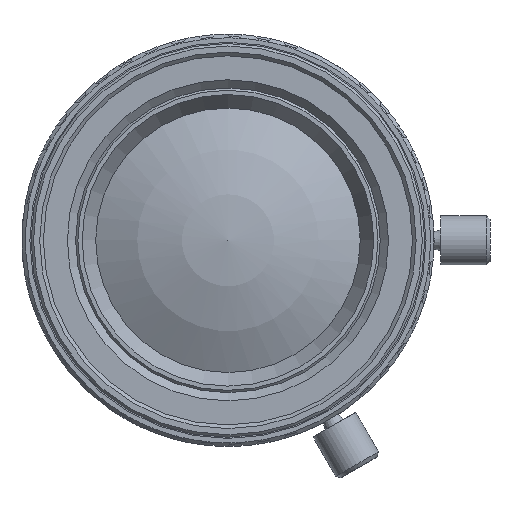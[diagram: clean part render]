
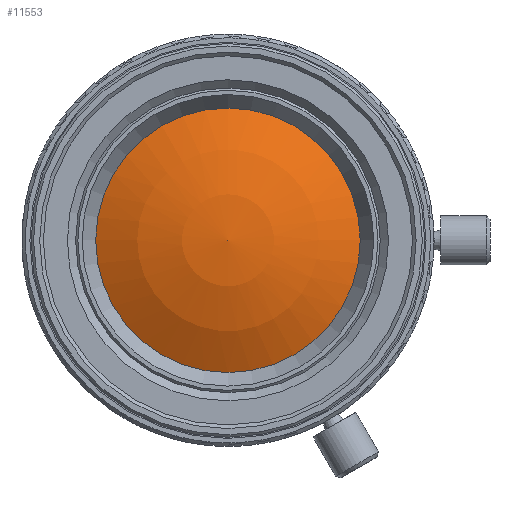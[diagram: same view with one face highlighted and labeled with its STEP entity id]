
A CAD part, front view. The second image highlights one B-rep face of the part: STEP entity #11553.
In plain terms, the highlighted spherical face has radius 22.172 mm.
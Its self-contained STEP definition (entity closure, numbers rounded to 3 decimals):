
#23=SPHERICAL_SURFACE('',#12615,22.172);
#1518=CIRCLE('',#12614,10.8);
#2873=ORIENTED_EDGE('',*,*,#4822,.T.);
#4822=EDGE_CURVE('',#5671,#5671,#1518,.T.);
#5671=VERTEX_POINT('',#18272);
#6356=EDGE_LOOP('',(#2873));
#6986=FACE_BOUND('',#6356,.T.);
#11553=ADVANCED_FACE('',(#6986),#23,.T.);
#12614=AXIS2_PLACEMENT_3D('',#18271,#14641,#14642);
#12615=AXIS2_PLACEMENT_3D('',#18273,#14643,#14644);
#14641=DIRECTION('',(0.,-1.,0.));
#14642=DIRECTION('',(1.,0.,0.));
#14643=DIRECTION('',(0.,-1.,0.));
#14644=DIRECTION('',(0.,0.,1.));
#18271=CARTESIAN_POINT('',(0.,-29.69,0.));
#18272=CARTESIAN_POINT('',(10.8,-29.69,0.));
#18273=CARTESIAN_POINT('',(0.,-10.327,0.));
